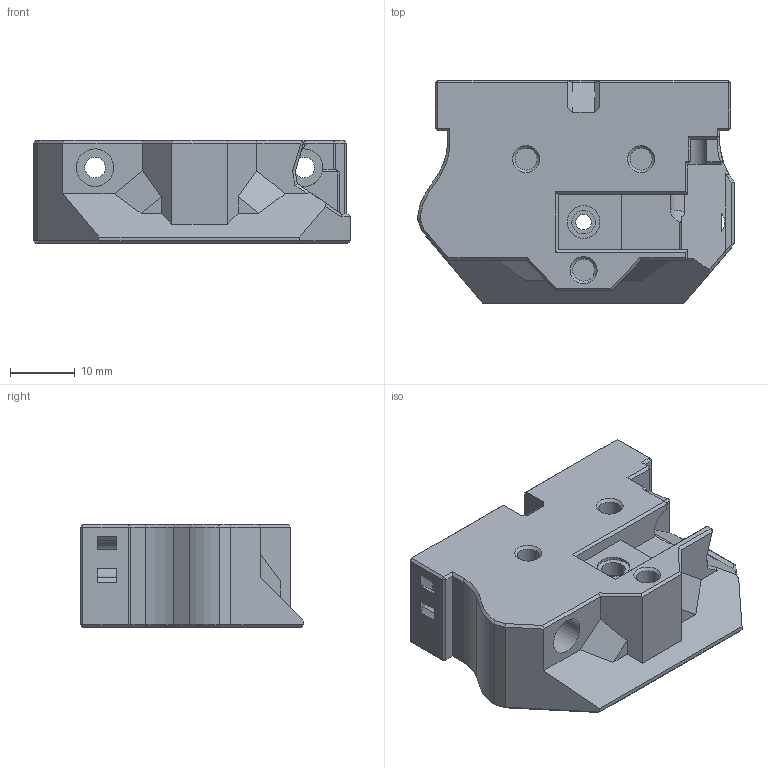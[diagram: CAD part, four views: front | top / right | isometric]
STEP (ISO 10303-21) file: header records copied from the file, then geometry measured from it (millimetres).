
FILE_DESCRIPTION(/* description */ (''),/* implementation_level */ '2;1');
FILE_NAME(/* name */ '',/* time_stamp */ '2025-09-11T17:03:18+03:00',/* author */ (''),/* organization */ (''),/* preprocessor_version */ 'ST-DEVELOPER v20.1',/* originating_system */ 'Autodesk Translation Framework v14.10.0.0',/* authorisation */ '');
FILE_SCHEMA (('AUTOMOTIVE_DESIGN { 1 0 10303 214 3 1 1 }'));
Length unit declared in the file: millimetre
Products named in the file (1): Orbiter (1)
Bounding box: 49.12 x 34.64 x 15.98 mm (x, y, z)
Volume: 18913.6 mm3; surface area: 6567.6 mm2
Topology: 1 solids, 1 shells, 175 faces, 419 edges, 254 vertices
Faces by surface type: plane 137, cylinder 20, cone 17, bspline 1
Full cylindrical faces by diameter (mm): 2.4 x1, 3.2 x2, 3.4 x3, 3.65 x1, 4.4 x1, 4.7 x2, 5.075 x1, 5.8 x2
Entity records: 5141 total; most frequent: CARTESIAN_POINT 1024, ORIENTED_EDGE 838, DIRECTION 826, EDGE_CURVE 419, LINE 336, VECTOR 336, VERTEX_POINT 254, AXIS2_PLACEMENT_3D 245
